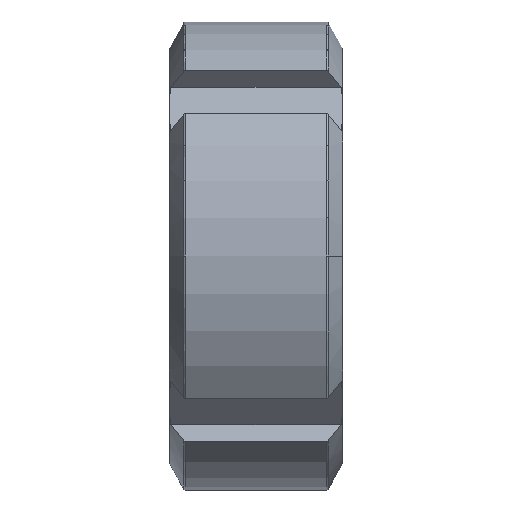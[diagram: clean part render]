
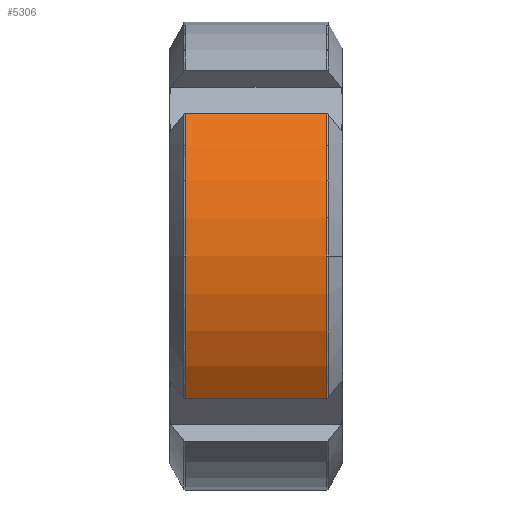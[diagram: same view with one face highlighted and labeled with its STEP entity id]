
A CAD part, front view. The second image highlights one B-rep face of the part: STEP entity #5306.
In plain terms, the highlighted cylindrical face has radius 27 mm (diameter 54 mm), a partial arc.
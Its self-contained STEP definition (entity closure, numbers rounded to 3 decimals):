
#36 = CARTESIAN_POINT ( 'NONE',  ( -18.152, 0., 0. ) ) ;
#69 = CIRCLE ( 'NONE', #17276, 27. ) ;
#97 = CARTESIAN_POINT ( 'NONE',  ( -18.152, 0., 0. ) ) ;
#1267 = ORIENTED_EDGE ( 'NONE', *, *, #9119, .T. ) ;
#1763 = CARTESIAN_POINT ( 'NONE',  ( 0., -21.406, 16.456 ) ) ;
#1815 = VECTOR ( 'NONE', #3647, 1000. ) ;
#1875 = DIRECTION ( 'NONE',  ( 0., 1., 0. ) ) ;
#1996 = DIRECTION ( 'NONE',  ( -1., 0., 0. ) ) ;
#2284 = CARTESIAN_POINT ( 'NONE',  ( -1.848, -27., 0. ) ) ;
#2715 = ORIENTED_EDGE ( 'NONE', *, *, #8165, .T. ) ;
#3402 = ORIENTED_EDGE ( 'NONE', *, *, #14278, .T. ) ;
#3647 = DIRECTION ( 'NONE',  ( 1., 0., 0. ) ) ;
#4070 = DIRECTION ( 'NONE',  ( 1., 0., 0. ) ) ;
#4073 = DIRECTION ( 'NONE',  ( 0., -1., 0. ) ) ;
#4373 = VERTEX_POINT ( 'NONE', #15089 ) ;
#4666 = VERTEX_POINT ( 'NONE', #9280 ) ;
#4670 = CIRCLE ( 'NONE', #10395, 27. ) ;
#4872 = ORIENTED_EDGE ( 'NONE', *, *, #14682, .T. ) ;
#5056 = CIRCLE ( 'NONE', #8185, 27. ) ;
#5306 = ADVANCED_FACE ( 'NONE', ( #12727 ), #10376, .T. ) ;
#5603 = LINE ( 'NONE', #1763, #8771 ) ;
#5781 = DIRECTION ( 'NONE',  ( 0., -1., 0. ) ) ;
#6072 = ORIENTED_EDGE ( 'NONE', *, *, #16145, .T. ) ;
#6130 = DIRECTION ( 'NONE',  ( 0., -1., 0. ) ) ;
#6186 = VERTEX_POINT ( 'NONE', #2284 ) ;
#6754 = DIRECTION ( 'NONE',  ( 1., 0., 0. ) ) ;
#7483 = DIRECTION ( 'NONE',  ( -1., 0., 0. ) ) ;
#7931 = VERTEX_POINT ( 'NONE', #16091 ) ;
#8165 = EDGE_CURVE ( 'NONE', #15390, #4666, #14558, .T. ) ;
#8185 = AXIS2_PLACEMENT_3D ( 'NONE', #15454, #1996, #6130 ) ;
#8269 = EDGE_CURVE ( 'NONE', #10568, #6186, #69, .T. ) ;
#8767 = DIRECTION ( 'NONE',  ( 1., 0., 0. ) ) ;
#8771 = VECTOR ( 'NONE', #7483, 1000. ) ;
#9119 = EDGE_CURVE ( 'NONE', #7931, #4373, #5603, .T. ) ;
#9280 = CARTESIAN_POINT ( 'NONE',  ( -18.152, -21.406, -16.456 ) ) ;
#9305 = CARTESIAN_POINT ( 'NONE',  ( -1.848, -21.406, -16.456 ) ) ;
#9613 = CARTESIAN_POINT ( 'NONE',  ( -1.848, 0., 0. ) ) ;
#10376 = CYLINDRICAL_SURFACE ( 'NONE', #11463, 27. ) ;
#10395 = AXIS2_PLACEMENT_3D ( 'NONE', #36, #4070, #14946 ) ;
#10568 = VERTEX_POINT ( 'NONE', #9305 ) ;
#11028 = DIRECTION ( 'NONE',  ( -1., 0., 0. ) ) ;
#11463 = AXIS2_PLACEMENT_3D ( 'NONE', #11468, #8767, #1875 ) ;
#11468 = CARTESIAN_POINT ( 'NONE',  ( 0., 0., 0. ) ) ;
#11718 = CARTESIAN_POINT ( 'NONE',  ( 0., -21.406, -16.456 ) ) ;
#12099 = CARTESIAN_POINT ( 'NONE',  ( -18.152, -27., 0. ) ) ;
#12727 = FACE_OUTER_BOUND ( 'NONE', #13642, .T. ) ;
#13642 = EDGE_LOOP ( 'NONE', ( #3402, #16725, #6072, #1267, #4872, #2715 ) ) ;
#13920 = AXIS2_PLACEMENT_3D ( 'NONE', #97, #6754, #4073 ) ;
#14278 = EDGE_CURVE ( 'NONE', #4666, #10568, #16531, .T. ) ;
#14558 = CIRCLE ( 'NONE', #13920, 27. ) ;
#14682 = EDGE_CURVE ( 'NONE', #4373, #15390, #4670, .T. ) ;
#14946 = DIRECTION ( 'NONE',  ( 0., -1., 0. ) ) ;
#15089 = CARTESIAN_POINT ( 'NONE',  ( -18.152, -21.406, 16.456 ) ) ;
#15390 = VERTEX_POINT ( 'NONE', #12099 ) ;
#15454 = CARTESIAN_POINT ( 'NONE',  ( -1.848, 0., 0. ) ) ;
#16091 = CARTESIAN_POINT ( 'NONE',  ( -1.848, -21.406, 16.456 ) ) ;
#16145 = EDGE_CURVE ( 'NONE', #6186, #7931, #5056, .T. ) ;
#16531 = LINE ( 'NONE', #11718, #1815 ) ;
#16725 = ORIENTED_EDGE ( 'NONE', *, *, #8269, .T. ) ;
#17276 = AXIS2_PLACEMENT_3D ( 'NONE', #9613, #11028, #5781 ) ;
